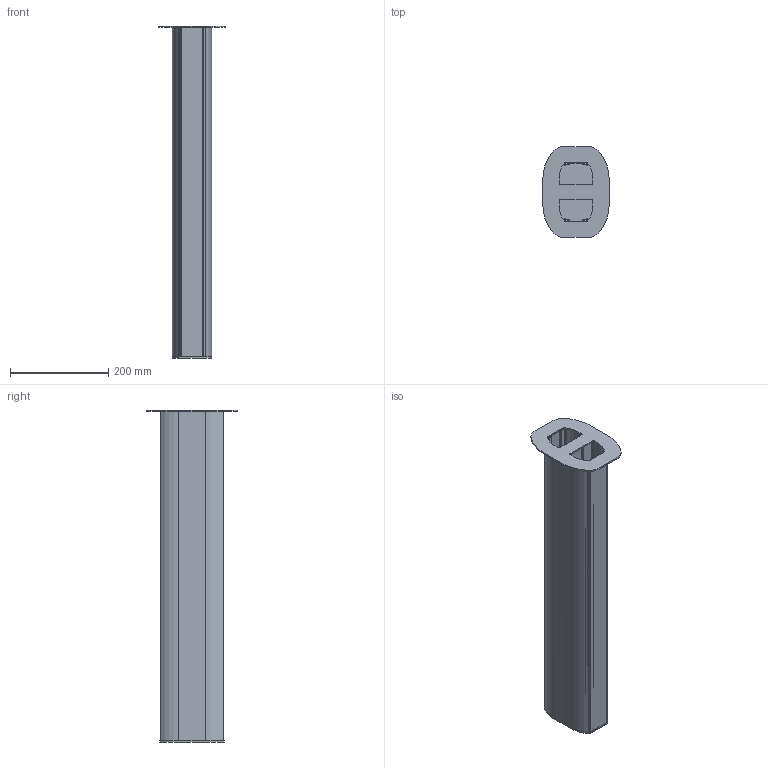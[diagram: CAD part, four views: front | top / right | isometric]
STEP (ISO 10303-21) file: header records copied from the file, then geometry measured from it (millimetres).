
FILE_DESCRIPTION (( 'STEP AP214' ), '1' );
FILE_NAME ('6289982.stp', '2017-04-13T10:50:46', ( '' ), ( '' ), 'SwSTEP 2.0', 'SolidWorks 2016', '' );
FILE_SCHEMA (( 'AUTOMOTIVE_DESIGN' ));
Length unit declared in the file: millimetre
Products named in the file (8): 070047_L=670; 032679_Standard; 028059_L=670; 6289982; 032761_Alternativ; 032759_Standard; 070048_L=670; 063500_L=670
Assembly tree (8 placements, depth 3):
  6289982
    028059_L=670
    032679_Standard
    070048_L=670  x2
      070047_L=670
      063500_L=670
    032761_Alternativ
      032759_Standard
Bounding box: 135 x 185 x 676 mm (x, y, z)
Volume: 925126.2 mm3; surface area: 931799.7 mm2
Topology: 7 solids, 7 shells, 301 faces, 861 edges, 574 vertices
Faces by surface type: cylinder 161, plane 140
Entity records: 8113 total; most frequent: DIRECTION 1433, CARTESIAN_POINT 1373, ORIENTED_EDGE 1350, EDGE_CURVE 675, AXIS2_PLACEMENT_3D 510, VERTEX_POINT 450, LINE 413, VECTOR 413
